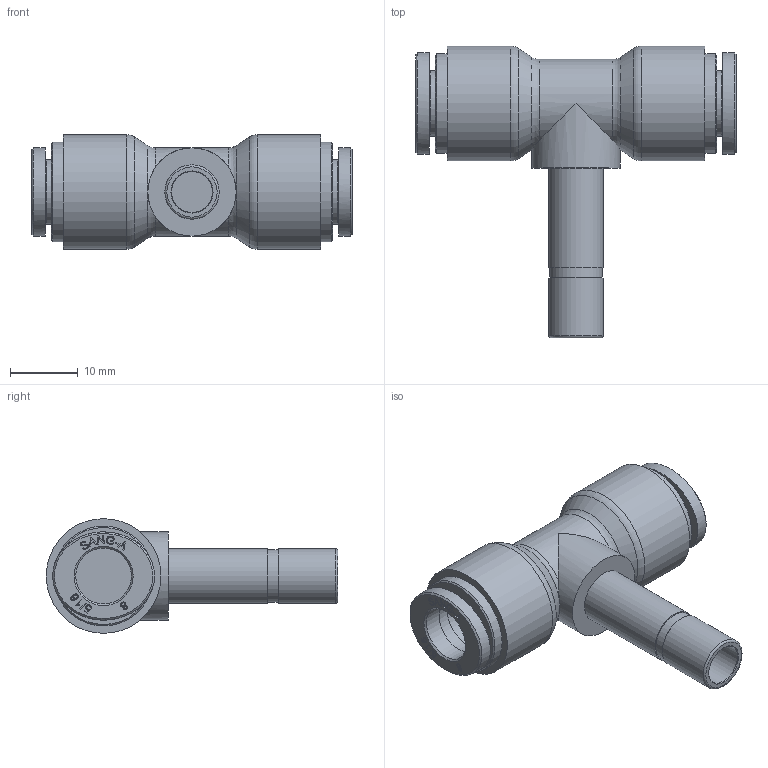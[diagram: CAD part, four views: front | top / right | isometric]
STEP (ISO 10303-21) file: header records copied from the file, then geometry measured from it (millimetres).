
FILE_DESCRIPTION((''),'2;1');
FILE_NAME('PTJ 08.stp','2020-03-19T11:59:16',('user'),(''),'Autodesk Inventor 2013','Autodesk Inventor 2013','');
FILE_SCHEMA(('AUTOMOTIVE_DESIGN { 1 0 10303 214 1 1 1 1 }'));
Length unit declared in the file: millimetre
Products named in the file (5): 조립품7; HR-PTJ 08 BODY; HR-COLLAR 08; HR-Collar 08L(SUS); HR-SLEEVE 08
Assembly tree (5 placements, depth 3):
  조립품7
    HR-PTJ 08 BODY
    HR-COLLAR 08  x2
      HR-Collar 08L(SUS)
      HR-SLEEVE 08
Bounding box: 47.2 x 42.95 x 16.9 mm (x, y, z)
Volume: 7372.7 mm3; surface area: 5952.8 mm2
Topology: 5 solids, 5 shells, 347 faces, 882 edges, 585 vertices
Faces by surface type: plane 173, bspline 142, cylinder 18, cone 9, torus 5
Full cylindrical faces by diameter (mm): 6 x1, 7.7 x1, 8 x2, 8.2 x6, 9.6 x2, 13 x1, 14.7 x2, 16.9 x2
Entity records: 6024 total; most frequent: CARTESIAN_POINT 1983, ORIENTED_EDGE 880, DIRECTION 587, EDGE_CURVE 440, VERTEX_POINT 305, VECTOR 253, LINE 253, EDGE_LOOP 237
